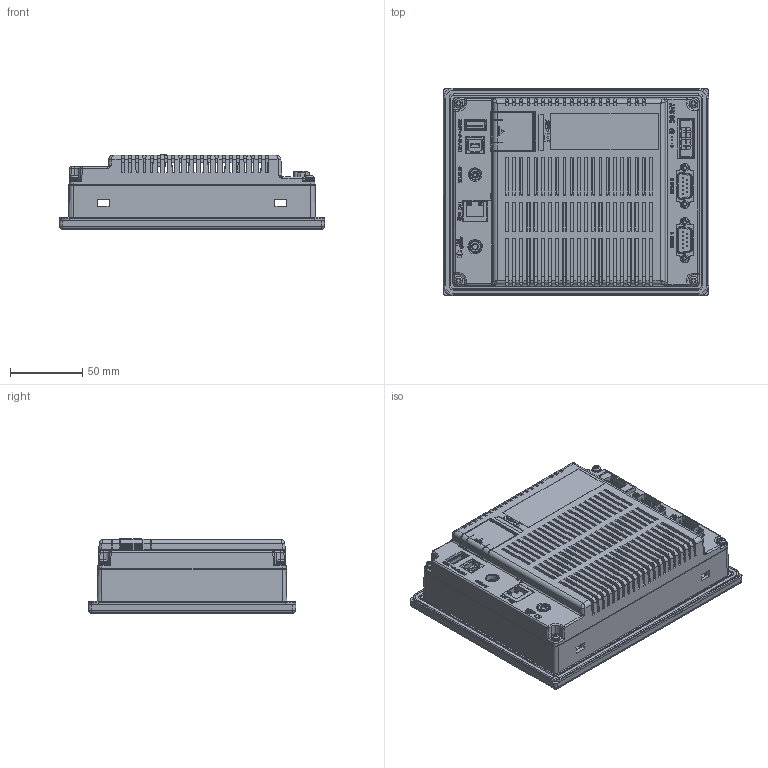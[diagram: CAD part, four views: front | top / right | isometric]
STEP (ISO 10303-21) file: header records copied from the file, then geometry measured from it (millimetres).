
FILE_DESCRIPTION(('HOOPS Exchange Step'),'2;1');
FILE_NAME('export-99C19A83-64B4-4113-8FCE-D9FE25B3AD27.stp','2022-11-21T14:02:43+01:00',('Engineering'),('Alibre'),'HOOPS Exchange 2021.0','Alibre','Unknown authorisation');
FILE_SCHEMA( ('AP242_MANAGED_MODEL_BASED_3D_ENGINEERING_MIM_LF {1 0 10303 442 1 1 4 }') );
Length unit declared in the file: millimetre
Products named in the file (21): 6161-1 DOP-107EG - HMI 7inch TFT Touch Screen; 6161-20 DOP-107EG - HMI 7inch TFT Touch Screen; 6161-2 DOP-107EG - HMI 7inch TFT Touch Screen; 6161-3 DOP-107EG - HMI 7inch TFT Touch Screen; 6161-4 DOP-107EG - HMI 7inch TFT Touch Screen; 6161-5 DOP-107EG - HMI 7inch TFT Touch Screen; 6161-6 DOP-107EG - HMI 7inch TFT Touch Screen; 6161-7 DOP-107EG - HMI 7inch TFT Touch Screen; 6161-8 DOP-107EG - HMI 7inch TFT Touch Screen; 6161-9 DOP-107EG - HMI 7inch TFT Touch Screen; 6161-10 DOP-107EG - HMI 7inch TFT Touch Screen; 6161-11 DOP-107EG - HMI 7inch TFT Touch Screen; 6161-12 DOP-107EG - HMI 7inch TFT Touch Screen; 6161-13 DOP-107EG - HMI 7inch TFT Touch Screen; 6161-14 DOP-107EG - HMI 7inch TFT Touch Screen; 6161-15 DOP-107EG - HMI 7inch TFT Touch Screen; 6161-16 DOP-107EG - HMI 7inch TFT Touch Screen; 6161-17 DOP-107EG - HMI 7inch TFT Touch Screen; 6161-18 DOP-107EG - HMI 7inch TFT Touch Screen; 6161-19 DOP-107EG - HMI 7inch TFT Touch Screen; 6161 DOP-107EG - HMI 7inch TFT Touch Screen
Assembly tree (20 placements, depth 2):
  6161 DOP-107EG - HMI 7inch TFT Touch Screen
    6161-1 DOP-107EG - HMI 7inch TFT Touch Screen
    6161-20 DOP-107EG - HMI 7inch TFT Touch Screen
    6161-2 DOP-107EG - HMI 7inch TFT Touch Screen
    6161-3 DOP-107EG - HMI 7inch TFT Touch Screen
    6161-4 DOP-107EG - HMI 7inch TFT Touch Screen
    6161-5 DOP-107EG - HMI 7inch TFT Touch Screen
    6161-6 DOP-107EG - HMI 7inch TFT Touch Screen
    6161-7 DOP-107EG - HMI 7inch TFT Touch Screen
    6161-8 DOP-107EG - HMI 7inch TFT Touch Screen
    6161-9 DOP-107EG - HMI 7inch TFT Touch Screen
    6161-10 DOP-107EG - HMI 7inch TFT Touch Screen
    6161-11 DOP-107EG - HMI 7inch TFT Touch Screen
    6161-12 DOP-107EG - HMI 7inch TFT Touch Screen
    6161-13 DOP-107EG - HMI 7inch TFT Touch Screen
    6161-14 DOP-107EG - HMI 7inch TFT Touch Screen
    6161-15 DOP-107EG - HMI 7inch TFT Touch Screen
    6161-16 DOP-107EG - HMI 7inch TFT Touch Screen
    6161-17 DOP-107EG - HMI 7inch TFT Touch Screen
    6161-18 DOP-107EG - HMI 7inch TFT Touch Screen
    6161-19 DOP-107EG - HMI 7inch TFT Touch Screen
Bounding box: 184.1 x 144.1 x 51.4 mm (x, y, z)
Volume: 188763.1 mm3; surface area: 212590.8 mm2
Topology: 19 solids, 34 shells, 4203 faces, 11209 edges, 7171 vertices
Faces by surface type: plane 2348, cylinder 989, bspline 489, torus 181, cone 123, sphere 73
Full cylindrical faces by diameter (mm): 2.2 x2
Entity records: 350663 total; most frequent: CARTESIAN_POINT 248425, ORIENTED_EDGE 22298, DIRECTION 19190, EDGE_CURVE 11197, VERTEX_POINT 7173, VECTOR 7122, LINE 7122, AXIS2_PLACEMENT_3D 6034
